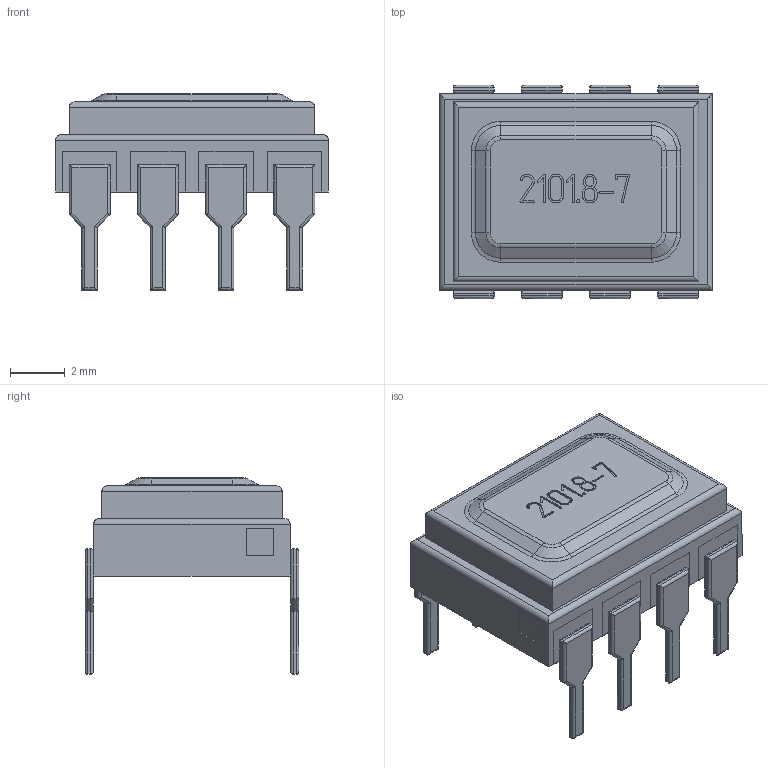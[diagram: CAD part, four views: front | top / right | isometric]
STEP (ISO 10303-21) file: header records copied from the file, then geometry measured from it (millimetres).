
FILE_DESCRIPTION (( 'STEP AP214' ), '1' );
FILE_NAME ('User Library-2101.8-7.STEP', '2017-05-17T07:12:41', ( 'Windows User' ), ( '' ), 'SwSTEP 2.0', 'SolidWorks 2017', '' );
FILE_SCHEMA (( 'AUTOMOTIVE_DESIGN' ));
Length unit declared in the file: millimetre
Products named in the file (1): User Library-2101.8-7
Bounding box: 10 x 7.82 x 7.2 mm (x, y, z)
Volume: 244.2 mm3; surface area: 634.9 mm2
Topology: 19 solids, 19 shells, 885 faces, 2350 edges, 1516 vertices
Faces by surface type: plane 634, cylinder 239, bspline 8, cone 4
Entity records: 37076 total; most frequent: CARTESIAN_POINT 5676, ORIENTED_EDGE 4700, DIRECTION 4075, EDGE_CURVE 2350, VECTOR 1891, LINE 1891, VERTEX_POINT 1516, AXIS2_PLACEMENT_3D 1092
